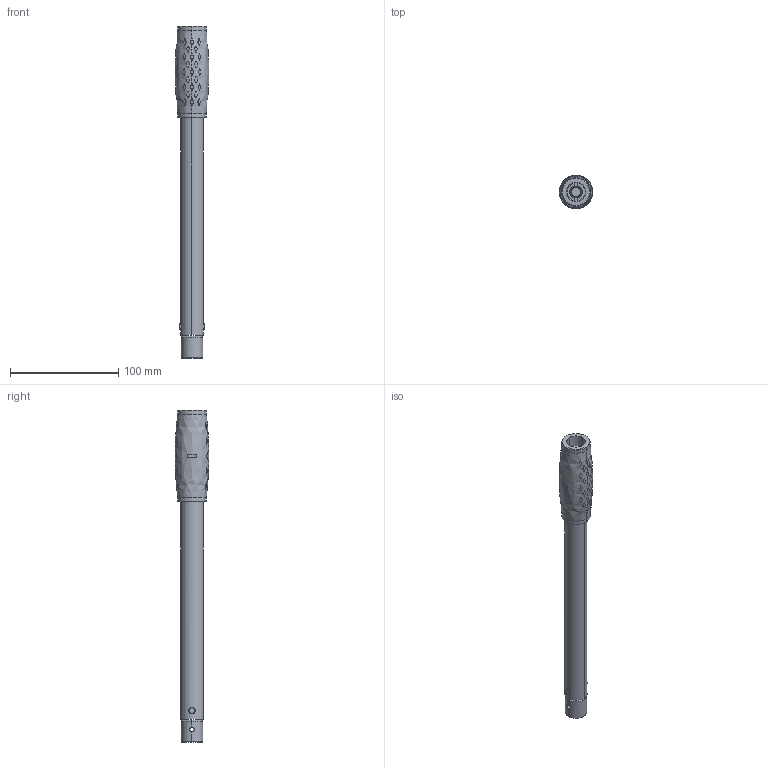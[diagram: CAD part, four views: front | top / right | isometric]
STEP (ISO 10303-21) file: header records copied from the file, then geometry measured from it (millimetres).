
FILE_DESCRIPTION((''),'2;1');
FILE_NAME('8439004103_SW0001','2019-01-28T10:08:49',('ITDAAR'),(''),'CREO PARAMETRIC BY PTC INC, 2018100','CREO PARAMETRIC BY PTC INC, 2018100','');
FILE_SCHEMA(('CONFIG_CONTROL_DESIGN','GEOMETRIC_VALIDATION_PROPERTIES_MIM'));
Products named in the file (1): 8439004103_SW0001
Bounding box: 30.88 x 31.41 x 307 mm (x, y, z)
Volume: 60648.1 mm3; surface area: 40800.5 mm2
Topology: 2 solids, 2 shells, 635 faces, 1717 edges, 1128 vertices
Faces by surface type: bspline 436, cylinder 92, plane 80, cone 21, torus 6
Entity records: 45517 total; most frequent: CARTESIAN_POINT 29617, ORIENTED_EDGE 3434, EDGE_CURVE 1717, DIRECTION 1186, VERTEX_POINT 1128, B_SPLINE_CURVE_WITH_KNOTS 1096, EDGE_LOOP 683, FACE_OUTER_BOUND 635
